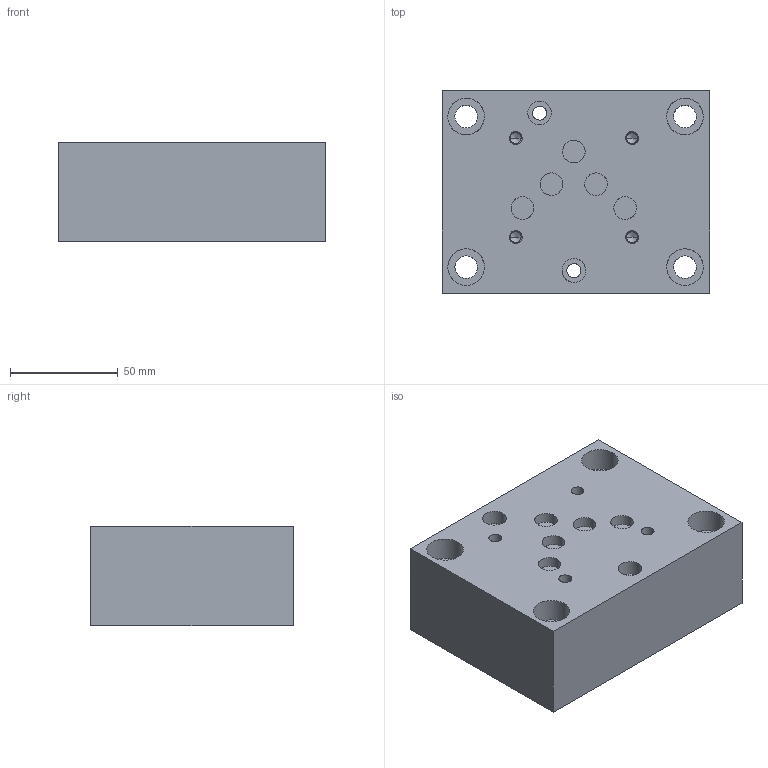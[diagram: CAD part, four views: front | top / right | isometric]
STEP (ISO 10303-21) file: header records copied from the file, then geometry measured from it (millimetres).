
FILE_DESCRIPTION(/* description */ (''),/* implementation_level */ '2;1');
FILE_NAME(/* name */ 'eb407',/* time_stamp */ '2013-07-16T09:48:41+02:00',/* author */ (''),/* organization */ (''),/* preprocessor_version */ 'ST-DEVELOPER v10',/* originating_system */ '',/* authorisation */ '');
FILE_SCHEMA (('CONFIG_CONTROL_DESIGN'));
Length unit declared in the file: millimetre
Products named in the file (1): 1
Bounding box: 124 x 94 x 46 mm (x, y, z)
Volume: 497814.6 mm3; surface area: 55167.6 mm2
Topology: 1 solids, 1 shells, 117 faces, 308 edges, 212 vertices
Faces by surface type: bspline 86, plane 31
Entity records: 3911 total; most frequent: CARTESIAN_POINT 2091, ORIENTED_EDGE 592, EDGE_CURVE 296, VERTEX_POINT 212, EDGE_LOOP 160, ADVANCED_FACE 117, FACE_OUTER_BOUND 117, B_SPLINE_CURVE_WITH_KNOTS 98
